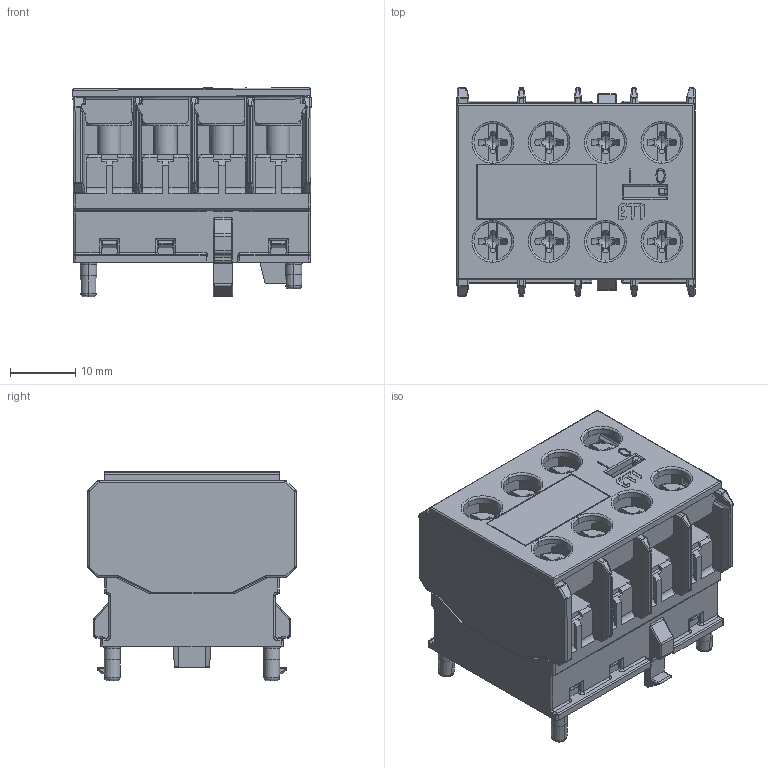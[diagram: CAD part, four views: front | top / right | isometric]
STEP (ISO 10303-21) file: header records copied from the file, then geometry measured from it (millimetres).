
FILE_DESCRIPTION((''),'2;1');
FILE_NAME('ASM0104TZZTZ_ASM','2021-06-07T',('marketing.praksa'),('Audax d.o.o.'),'CREO PARAMETRIC BY PTC INC, 2017480','CREO PARAMETRIC BY PTC INC, 2017480','');
FILE_SCHEMA(('AUTOMOTIVE_DESIGN { 1 0 10303 214 1 1 1 1 }'));
Products named in the file (14): 1169497808_1; 1169497808_3; 1169497808_4; 1169497808_5; 1169497808_6; 1169497808_7; 1169497808_8; 1169497808_9; 1169497808_10; 1169497808_11; 1169497808_12; PRT9549; JJ; ASM0104TZZTZ_ASM
Assembly tree (13 placements, depth 2):
  ASM0104TZZTZ_ASM
    1169497808_1
    1169497808_3
    1169497808_4
    1169497808_5
    1169497808_6
    1169497808_7
    1169497808_8
    1169497808_9
    1169497808_10
    1169497808_11
    1169497808_12
    PRT9549
    JJ
Bounding box: 36.55 x 32 x 32.14 mm (x, y, z)
Volume: 30616.3 mm3; surface area: 16942.8 mm2
Topology: 15 solids, 15 shells, 1809 faces, 4866 edges, 3041 vertices
Faces by surface type: plane 878, cylinder 510, bspline 175, torus 101, cone 94, sphere 42, extrusion 9
Entity records: 92860 total; most frequent: CARTESIAN_POINT 21787, ORIENTED_EDGE 9592, DIRECTION 8149, PRESENTATION_STYLE_ASSIGNMENT 6629, STYLED_ITEM 6629, CURVE_STYLE 4805, EDGE_CURVE 4796, VERTEX_POINT 3041
